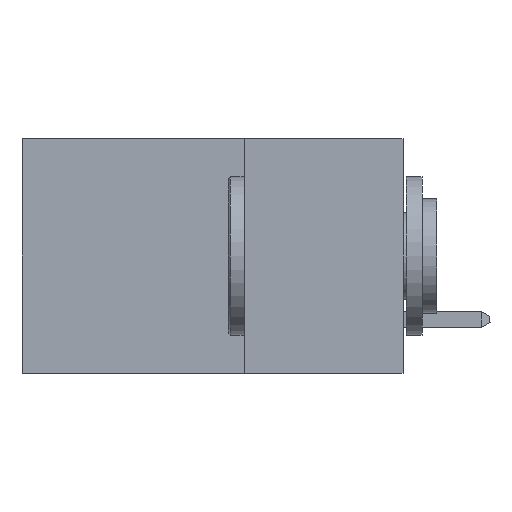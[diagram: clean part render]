
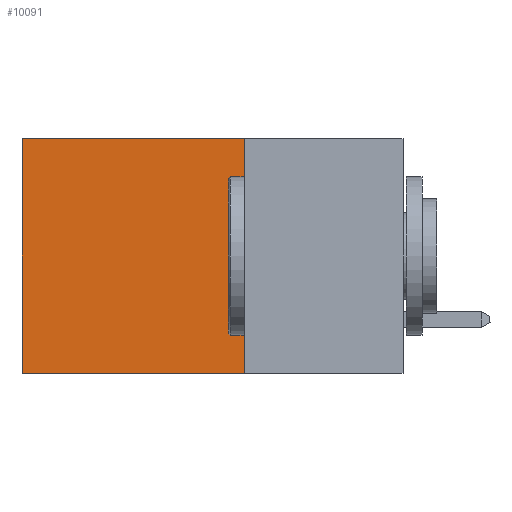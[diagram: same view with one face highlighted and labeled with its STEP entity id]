
A CAD part, left-side view. The second image highlights one B-rep face of the part: STEP entity #10091.
In plain terms, the highlighted planar face has unit normal (-1, 0, 0).
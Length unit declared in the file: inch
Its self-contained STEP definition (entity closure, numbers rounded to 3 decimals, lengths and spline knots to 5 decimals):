
#388 = EDGE_CURVE ( 'NONE', #10629, #2432, #4541, .T. ) ;
#733 = PLANE ( 'NONE',  #14069 ) ;
#1816 = DIRECTION ( 'NONE',  ( 0., 1., 0. ) ) ;
#1942 = CARTESIAN_POINT ( 'NONE',  ( 0.2875, 0.25, 0. ) ) ;
#2147 = EDGE_CURVE ( 'NONE', #10629, #14115, #5685, .T. ) ;
#2432 = VERTEX_POINT ( 'NONE', #13760 ) ;
#2663 = CARTESIAN_POINT ( 'NONE',  ( 0.2875, 0.6, -0.37 ) ) ;
#3147 = DIRECTION ( 'NONE',  ( 0., 0., -1. ) ) ;
#3800 = EDGE_CURVE ( 'NONE', #14115, #13030, #9288, .T. ) ;
#4456 = DIRECTION ( 'NONE',  ( 0., 0., -1. ) ) ;
#4541 = LINE ( 'NONE', #14377, #10713 ) ;
#4605 = CARTESIAN_POINT ( 'NONE',  ( 0.2875, 0.25, 0. ) ) ;
#5343 = EDGE_CURVE ( 'NONE', #2432, #13030, #7061, .T. ) ;
#5559 = ORIENTED_EDGE ( 'NONE', *, *, #5343, .T. ) ;
#5685 = LINE ( 'NONE', #4605, #11777 ) ;
#5810 = CARTESIAN_POINT ( 'NONE',  ( 0.2875, 0.6, 0. ) ) ;
#6313 = DIRECTION ( 'NONE',  ( 0., 1., 0. ) ) ;
#6477 = CARTESIAN_POINT ( 'NONE',  ( 0.2875, 0.25, 0. ) ) ;
#7061 = LINE ( 'NONE', #5810, #9751 ) ;
#9010 = ORIENTED_EDGE ( 'NONE', *, *, #3800, .F. ) ;
#9288 = LINE ( 'NONE', #13119, #9623 ) ;
#9372 = ORIENTED_EDGE ( 'NONE', *, *, #388, .T. ) ;
#9623 = VECTOR ( 'NONE', #6313, 39.37008 ) ;
#9741 = EDGE_LOOP ( 'NONE', ( #5559, #9010, #14975, #9372 ) ) ;
#9751 = VECTOR ( 'NONE', #13787, 39.37008 ) ;
#10091 = ADVANCED_FACE ( 'NONE', ( #14735 ), #733, .F. ) ;
#10115 = DIRECTION ( 'NONE',  ( 1., 0., 0. ) ) ;
#10629 = VERTEX_POINT ( 'NONE', #6477 ) ;
#10713 = VECTOR ( 'NONE', #1816, 39.37008 ) ;
#11371 = CARTESIAN_POINT ( 'NONE',  ( 0.2875, 0.25, -0.37 ) ) ;
#11777 = VECTOR ( 'NONE', #4456, 39.37008 ) ;
#13030 = VERTEX_POINT ( 'NONE', #2663 ) ;
#13119 = CARTESIAN_POINT ( 'NONE',  ( 0.2875, 0.25, -0.37 ) ) ;
#13760 = CARTESIAN_POINT ( 'NONE',  ( 0.2875, 0.6, 0. ) ) ;
#13787 = DIRECTION ( 'NONE',  ( 0., 0., -1. ) ) ;
#14069 = AXIS2_PLACEMENT_3D ( 'NONE', #1942, #10115, #3147 ) ;
#14115 = VERTEX_POINT ( 'NONE', #11371 ) ;
#14377 = CARTESIAN_POINT ( 'NONE',  ( 0.2875, 0.25, 0. ) ) ;
#14735 = FACE_OUTER_BOUND ( 'NONE', #9741, .T. ) ;
#14975 = ORIENTED_EDGE ( 'NONE', *, *, #2147, .F. ) ;
